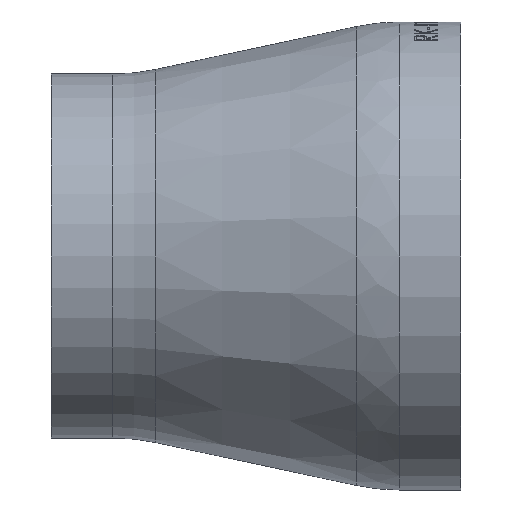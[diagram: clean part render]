
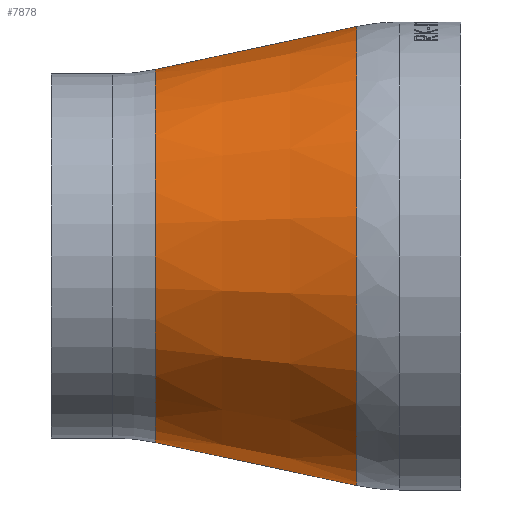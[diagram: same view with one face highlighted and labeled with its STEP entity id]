
A CAD part, left-side view. The second image highlights one B-rep face of the part: STEP entity #7878.
In plain terms, the highlighted conical face has half-angle 12.061 degrees and reference radius 45.554 mm.
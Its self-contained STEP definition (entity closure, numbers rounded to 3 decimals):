
#35 = AXIS2_PLACEMENT_3D ( 'NONE', #9551, #3301, #10843 ) ;
#703 = EDGE_CURVE ( 'NONE', #7038, #7038, #13573, .T. ) ;
#1805 = DIRECTION ( 'NONE',  ( 0., 0., -1. ) ) ;
#1888 = CARTESIAN_POINT ( 'NONE',  ( 0., 74.552, -45.554 ) ) ;
#3208 = DIRECTION ( 'NONE',  ( 0., -1., 0. ) ) ;
#3301 = DIRECTION ( 'NONE',  ( 0., -1., 0. ) ) ;
#4222 = EDGE_LOOP ( 'NONE', ( #7670 ) ) ;
#4874 = VERTEX_POINT ( 'NONE', #8224 ) ;
#5797 = EDGE_CURVE ( 'NONE', #4874, #4874, #8317, .T. ) ;
#7038 = VERTEX_POINT ( 'NONE', #1888 ) ;
#7670 = ORIENTED_EDGE ( 'NONE', *, *, #5797, .F. ) ;
#7722 = FACE_OUTER_BOUND ( 'NONE', #4222, .T. ) ;
#7757 = AXIS2_PLACEMENT_3D ( 'NONE', #13609, #3208, #1805 ) ;
#7878 = ADVANCED_FACE ( 'NONE', ( #7722, #8506 ), #14555, .T. ) ;
#8224 = CARTESIAN_POINT ( 'NONE',  ( 0., 25.448, -56.046 ) ) ;
#8317 = CIRCLE ( 'NONE', #35, 56.046 ) ;
#8506 = FACE_BOUND ( 'NONE', #16114, .T. ) ;
#9551 = CARTESIAN_POINT ( 'NONE',  ( 0., 25.448, 0. ) ) ;
#10843 = DIRECTION ( 'NONE',  ( 0., 0., -1. ) ) ;
#10981 = DIRECTION ( 'NONE',  ( 0., 0., -1. ) ) ;
#11158 = DIRECTION ( 'NONE',  ( 0., -1., 0. ) ) ;
#11996 = AXIS2_PLACEMENT_3D ( 'NONE', #16247, #11158, #10981 ) ;
#13573 = CIRCLE ( 'NONE', #7757, 45.554 ) ;
#13609 = CARTESIAN_POINT ( 'NONE',  ( 0., 74.552, 0. ) ) ;
#14476 = ORIENTED_EDGE ( 'NONE', *, *, #703, .T. ) ;
#14555 = CONICAL_SURFACE ( 'NONE', #11996, 45.554, 0.211 ) ;
#16114 = EDGE_LOOP ( 'NONE', ( #14476 ) ) ;
#16247 = CARTESIAN_POINT ( 'NONE',  ( 0., 74.552, 0. ) ) ;
